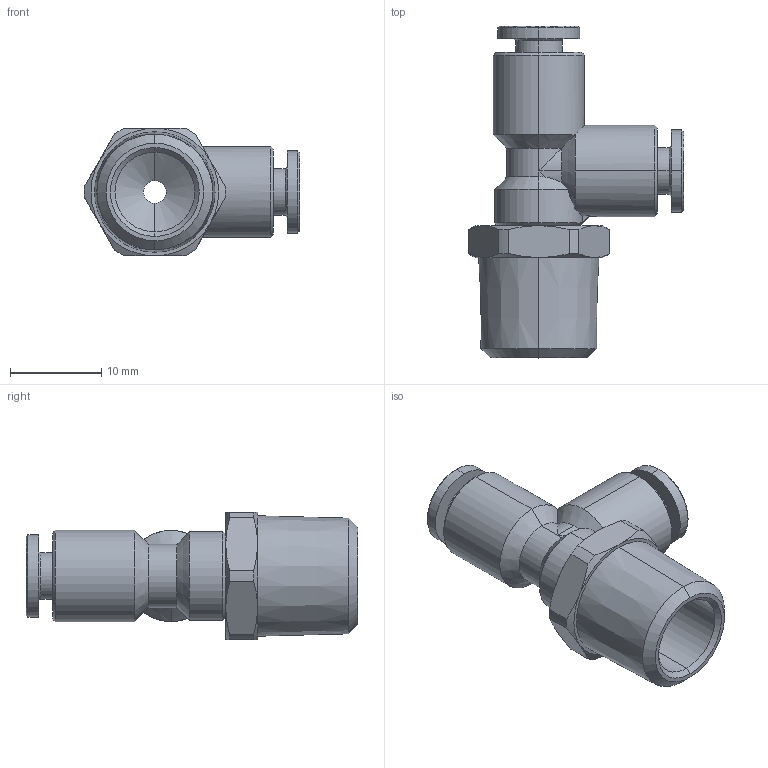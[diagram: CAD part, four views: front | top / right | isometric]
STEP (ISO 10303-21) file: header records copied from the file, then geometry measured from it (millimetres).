
FILE_DESCRIPTION (( 'STEP AP203' ), '1' );
FILE_NAME ('B0130012.STEP', '2012-08-24T08:37:00', ( 'Flavio' ), ( '' ), 'SwSTEP 2.0', 'SolidWorks 2011', '' );
FILE_SCHEMA (( 'CONFIG_CONTROL_DESIGN' ));
Length unit declared in the file: millimetre
Products named in the file (1): B0130012
Bounding box: 23.65 x 36.4 x 14 mm (x, y, z)
Volume: 3081.6 mm3; surface area: 2869.7 mm2
Topology: 1 solids, 1 shells, 125 faces, 292 edges, 175 vertices
Faces by surface type: cone 49, cylinder 46, plane 29, bspline 1
Entity records: 3833 total; most frequent: CARTESIAN_POINT 921, DIRECTION 621, ORIENTED_EDGE 580, EDGE_CURVE 290, AXIS2_PLACEMENT_3D 257, VERTEX_POINT 175, EDGE_LOOP 137, CIRCLE 132
